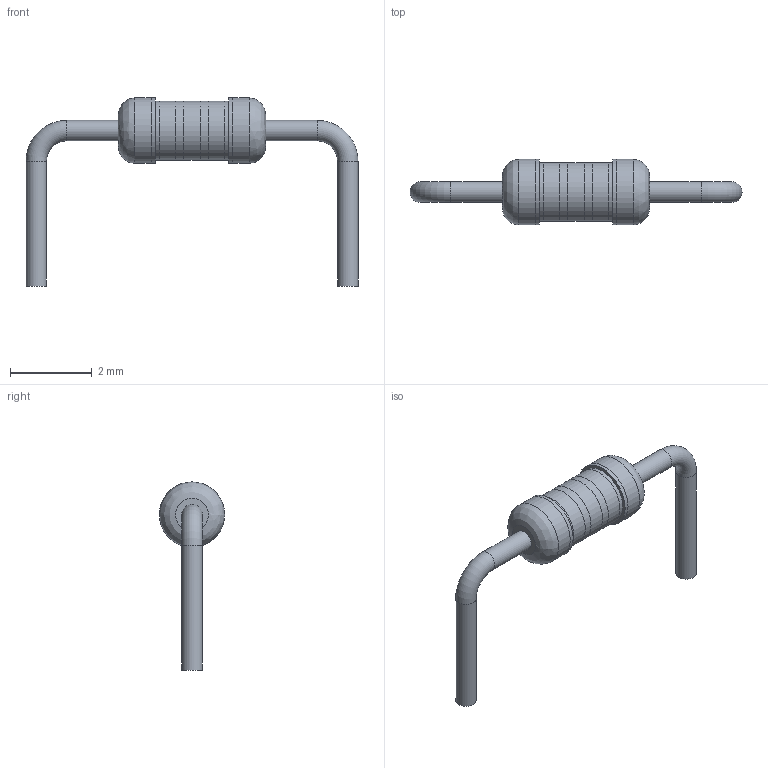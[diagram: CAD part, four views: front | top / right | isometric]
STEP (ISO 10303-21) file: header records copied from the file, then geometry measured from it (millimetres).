
FILE_DESCRIPTION(/* description */ ('model of R_Axial_DIN0204_L3.6mm_D1.6mm_P7.62mm_Horizontal'),/* implementation_level */ '2;1');
FILE_NAME(/* name */ '1Kohm_resistor.stp',/* time_stamp */ '2020-04-28T00:54:24-07:00',/* author */ ('circu'),/* organization */ ('FreeCAD'),/* preprocessor_version */ 'ST-DEVELOPER v17',/* originating_system */ 'Autodesk Inventor 2019',/* authorisation */ '');
FILE_SCHEMA (('AUTOMOTIVE_DESIGN { 1 0 10303 214 3 1 1 }'));
Length unit declared in the file: millimetre
Products named in the file (1): R_Axial_DIN0204_L3.6mm_D1.6mm_P7.62mm_Horizontal
Bounding box: 8.12 x 1.6 x 4.6 mm (x, y, z)
Volume: 8.4 mm3; surface area: 64.9 mm2
Topology: 9 solids, 9 shells, 41 faces, 67 edges, 48 vertices
Faces by surface type: plane 22, cylinder 15, bspline 2, torus 2
Full cylindrical faces by diameter (mm): 0.5 x4, 1.44 x7, 1.6 x4
Entity records: 1137 total; most frequent: CARTESIAN_POINT 209, DIRECTION 199, ORIENTED_EDGE 134, AXIS2_PLACEMENT_3D 92, EDGE_CURVE 67, CIRCLE 52, STYLED_ITEM 50, VERTEX_POINT 48
